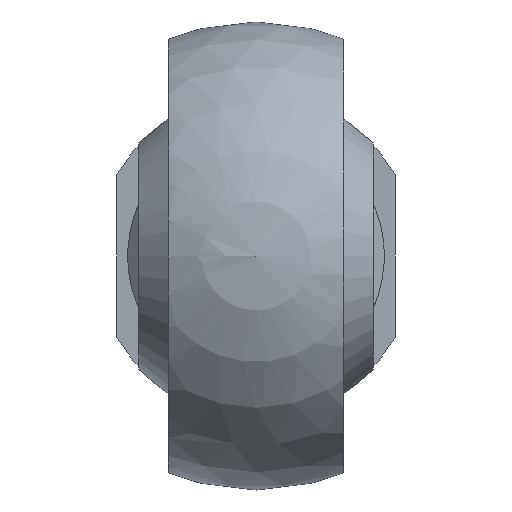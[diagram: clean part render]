
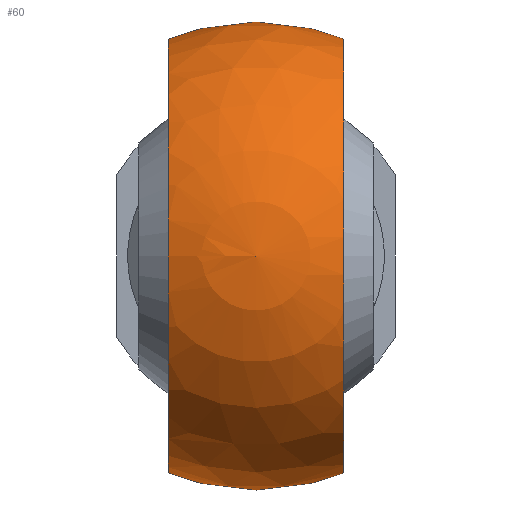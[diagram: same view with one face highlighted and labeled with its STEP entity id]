
A CAD part, left-side view. The second image highlights one B-rep face of the part: STEP entity #60.
In plain terms, the highlighted spherical face has radius 16 mm.
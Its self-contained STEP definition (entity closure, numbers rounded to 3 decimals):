
#60 = ADVANCED_FACE( '', ( #134, #135 ), #136, .T. );
#134 = FACE_BOUND( '', #229, .T. );
#135 = FACE_OUTER_BOUND( '', #230, .T. );
#136 = SPHERICAL_SURFACE( '', #231, 16. );
#229 = VERTEX_LOOP( '', #341 );
#230 = EDGE_LOOP( '', ( #342, #343, #344, #345 ) );
#231 = AXIS2_PLACEMENT_3D( '', #346, #347, #348 );
#341 = VERTEX_POINT( '', #505 );
#342 = ORIENTED_EDGE( '', *, *, #506, .F. );
#343 = ORIENTED_EDGE( '', *, *, #507, .T. );
#344 = ORIENTED_EDGE( '', *, *, #483, .F. );
#345 = ORIENTED_EDGE( '', *, *, #508, .T. );
#346 = CARTESIAN_POINT( '', ( 0., 0., 0. ) );
#347 = DIRECTION( '', ( 1., 0., 0. ) );
#348 = DIRECTION( '', ( 0., 1., 0. ) );
#483 = EDGE_CURVE( '', #554, #556, #557, .T. );
#505 = CARTESIAN_POINT( '', ( -16., 0., 0. ) );
#506 = EDGE_CURVE( '', #593, #594, #595, .T. );
#507 = EDGE_CURVE( '', #593, #556, #596, .F. );
#508 = EDGE_CURVE( '', #554, #594, #597, .F. );
#554 = VERTEX_POINT( '', #652 );
#556 = VERTEX_POINT( '', #659 );
#557 = CIRCLE( '', #660, 13.713 );
#593 = VERTEX_POINT( '', #705 );
#594 = VERTEX_POINT( '', #706 );
#595 = CIRCLE( '', #707, 13.713 );
#596 = CIRCLE( '', #708, 14.832 );
#597 = CIRCLE( '', #709, 14.832 );
#652 = CARTESIAN_POINT( '', ( 8.243, 6., 12.331 ) );
#659 = CARTESIAN_POINT( '', ( 8.243, -6., 12.331 ) );
#660 = AXIS2_PLACEMENT_3D( '', #781, #782, #783 );
#705 = CARTESIAN_POINT( '', ( 8.243, -6., -12.331 ) );
#706 = CARTESIAN_POINT( '', ( 8.243, 6., -12.331 ) );
#707 = AXIS2_PLACEMENT_3D( '', #818, #819, #820 );
#708 = AXIS2_PLACEMENT_3D( '', #821, #822, #823 );
#709 = AXIS2_PLACEMENT_3D( '', #824, #825, #826 );
#781 = CARTESIAN_POINT( '', ( 8.243, 0., 0. ) );
#782 = DIRECTION( '', ( 1., 0., 0. ) );
#783 = DIRECTION( '', ( 0., 0., -1. ) );
#818 = CARTESIAN_POINT( '', ( 8.243, 0., 0. ) );
#819 = DIRECTION( '', ( 1., 0., 0. ) );
#820 = DIRECTION( '', ( 0., 0., -1. ) );
#821 = CARTESIAN_POINT( '', ( 0., -6., 0. ) );
#822 = DIRECTION( '', ( 0., -1., 0. ) );
#823 = DIRECTION( '', ( 0., 0., -1. ) );
#824 = CARTESIAN_POINT( '', ( 0., 6., 0. ) );
#825 = DIRECTION( '', ( 0., 1., 0. ) );
#826 = DIRECTION( '', ( 0., 0., 1. ) );
